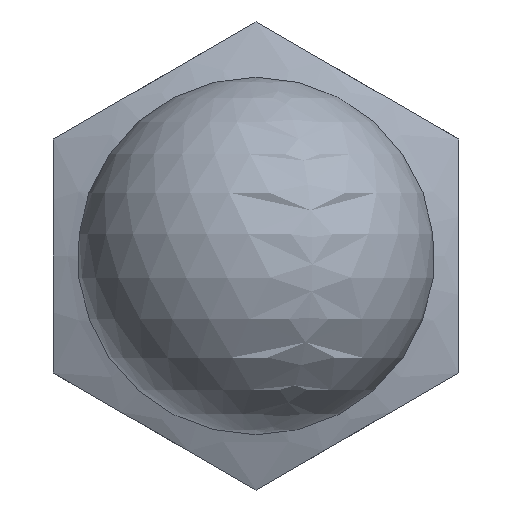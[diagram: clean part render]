
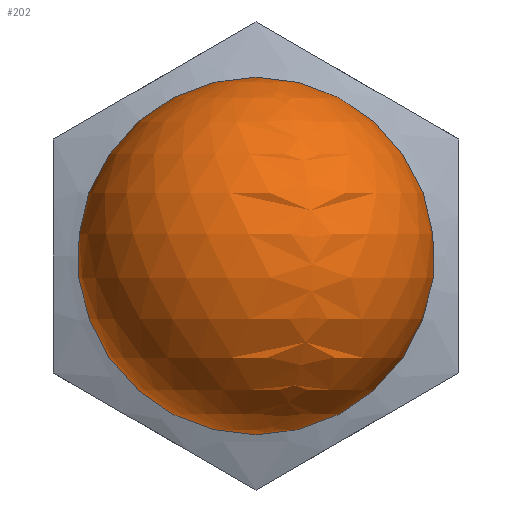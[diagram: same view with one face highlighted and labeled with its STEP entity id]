
A CAD part, front view. The second image highlights one B-rep face of the part: STEP entity #202.
In plain terms, the highlighted spherical face has radius 7.5 mm.
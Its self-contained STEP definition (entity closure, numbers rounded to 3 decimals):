
#14 = SPHERICAL_SURFACE ( 'NONE', #550, 7.5 ) ;
#48 = ORIENTED_EDGE ( 'NONE', *, *, #548, .F. ) ;
#53 = AXIS2_PLACEMENT_3D ( 'NONE', #168, #167, #166 ) ;
#61 = EDGE_LOOP ( 'NONE', ( #48 ) ) ;
#133 = CARTESIAN_POINT ( 'NONE',  ( -6., -10., 0. ) ) ;
#166 = DIRECTION ( 'NONE',  ( -1., 0., 0. ) ) ;
#167 = DIRECTION ( 'NONE',  ( 0., 1., 0. ) ) ;
#168 = CARTESIAN_POINT ( 'NONE',  ( 0., -10., 0. ) ) ;
#202 = ADVANCED_FACE ( 'NONE', ( #262 ), #14, .T. ) ;
#249 = VERTEX_POINT ( 'NONE', #133 ) ;
#262 = FACE_OUTER_BOUND ( 'NONE', #61, .T. ) ;
#288 = CIRCLE ( 'NONE', #53, 6. ) ;
#303 = CARTESIAN_POINT ( 'NONE',  ( 0., -14.5, 0. ) ) ;
#306 = DIRECTION ( 'NONE',  ( 0., 0., 1. ) ) ;
#437 = DIRECTION ( 'NONE',  ( -1., 0., 0. ) ) ;
#548 = EDGE_CURVE ( 'NONE', #249, #249, #288, .T. ) ;
#550 = AXIS2_PLACEMENT_3D ( 'NONE', #303, #306, #437 ) ;
